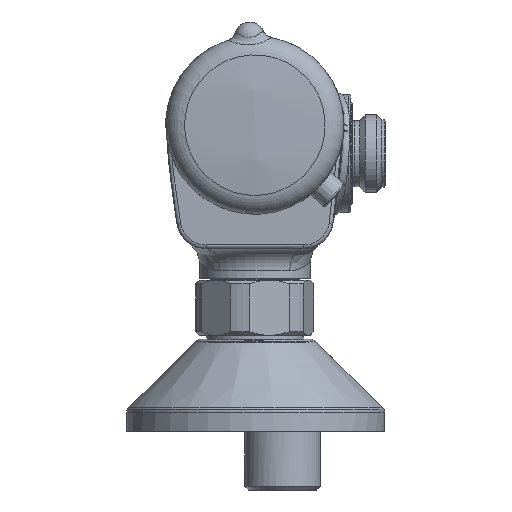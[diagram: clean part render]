
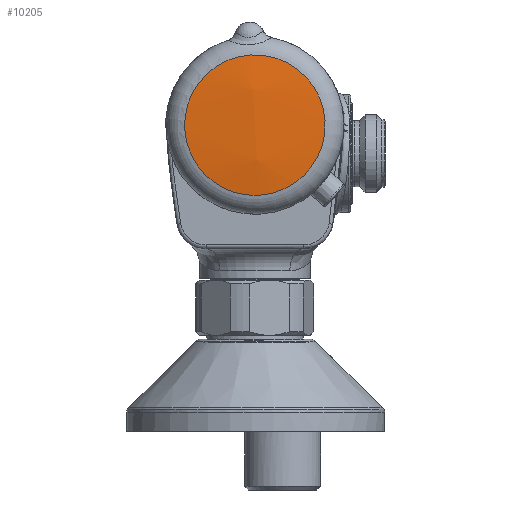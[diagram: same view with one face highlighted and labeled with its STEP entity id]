
A CAD part, left-side view. The second image highlights one B-rep face of the part: STEP entity #10205.
In plain terms, the highlighted spherical face has radius 130 mm.
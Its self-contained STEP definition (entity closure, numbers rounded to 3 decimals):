
#1265 = DIRECTION ( 'NONE',  ( 0., 0.998, -0.06 ) ) ;
#3420 = CIRCLE ( 'NONE', #11388, 19.051 ) ;
#4579 = EDGE_CURVE ( 'NONE', #10525, #10525, #3420, .T. ) ;
#5372 = DIRECTION ( 'NONE',  ( -1., 0., 0. ) ) ;
#7757 = ORIENTED_EDGE ( 'NONE', *, *, #4579, .T. ) ;
#8012 = CARTESIAN_POINT ( 'NONE',  ( -143.646, -1.149, 64.016 ) ) ;
#8508 = CARTESIAN_POINT ( 'NONE',  ( -15.049, 0., 83.033 ) ) ;
#9189 = AXIS2_PLACEMENT_3D ( 'NONE', #8508, #1265, #9425 ) ;
#9425 = DIRECTION ( 'NONE',  ( 0., -0.06, -0.998 ) ) ;
#9642 = EDGE_LOOP ( 'NONE', ( #7757 ) ) ;
#10205 = ADVANCED_FACE ( 'NONE', ( #12794 ), #12770, .T. ) ;
#10525 = VERTEX_POINT ( 'NONE', #8012 ) ;
#11274 = CARTESIAN_POINT ( 'NONE',  ( -143.646, 0., 83.033 ) ) ;
#11388 = AXIS2_PLACEMENT_3D ( 'NONE', #11274, #5372, #12282 ) ;
#12282 = DIRECTION ( 'NONE',  ( 0., -0.06, -0.998 ) ) ;
#12770 = SPHERICAL_SURFACE ( 'NONE', #9189, 130. ) ;
#12794 = FACE_OUTER_BOUND ( 'NONE', #9642, .T. ) ;
